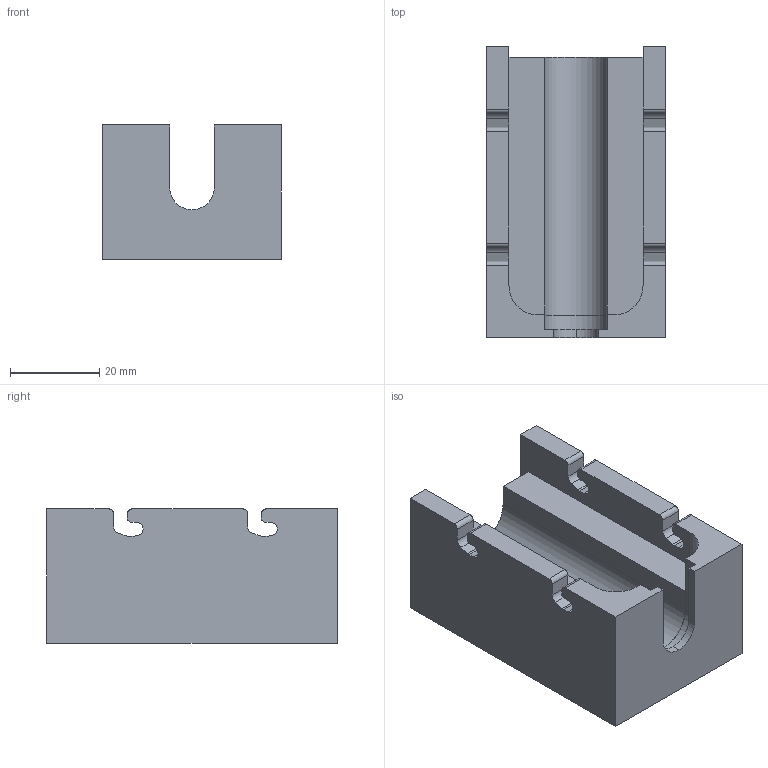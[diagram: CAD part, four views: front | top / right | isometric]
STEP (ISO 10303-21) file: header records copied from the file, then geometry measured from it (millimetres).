
FILE_DESCRIPTION (( 'STEP AP214' ), '1' );
FILE_NAME ('syringe_mount_ass.STEP', '2017-04-12T07:16:53', ( '' ), ( '' ), 'SwSTEP 2.0', 'SolidWorks 2015', '' );
FILE_SCHEMA (( 'AUTOMOTIVE_DESIGN' ));
Length unit declared in the file: millimetre
Products named in the file (2): vpetje; syringe_mount_ass
Assembly tree (1 placements, depth 2):
  syringe_mount_ass
    vpetje
Bounding box: 40 x 65.1 x 30 mm (x, y, z)
Volume: 44498.6 mm3; surface area: 15888.8 mm2
Topology: 1 solids, 1 shells, 110 faces, 301 edges, 200 vertices
Faces by surface type: plane 66, cylinder 44
Entity records: 3567 total; most frequent: DIRECTION 621, CARTESIAN_POINT 615, ORIENTED_EDGE 602, EDGE_CURVE 301, LINE 209, VECTOR 209, AXIS2_PLACEMENT_3D 206, VERTEX_POINT 200
